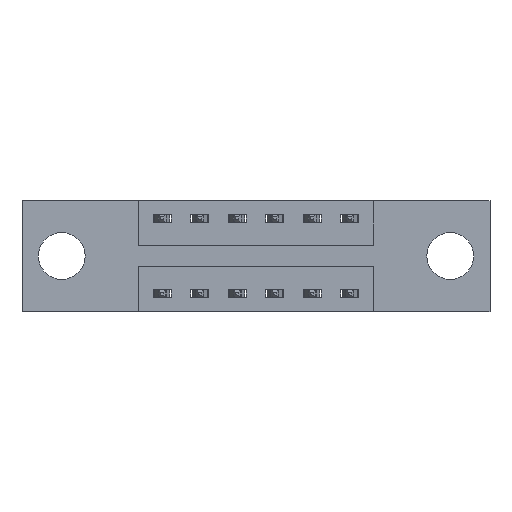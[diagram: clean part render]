
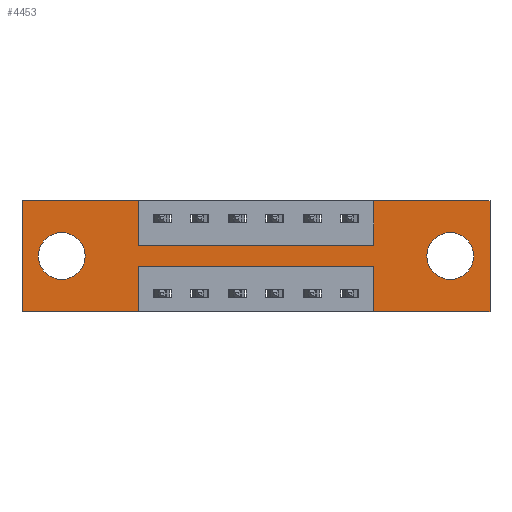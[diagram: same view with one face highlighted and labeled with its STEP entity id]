
A CAD part, front view. The second image highlights one B-rep face of the part: STEP entity #4453.
In plain terms, the highlighted planar face has unit normal (0, -1, 0).
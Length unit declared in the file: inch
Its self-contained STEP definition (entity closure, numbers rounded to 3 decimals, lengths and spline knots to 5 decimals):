
#76 = LINE ( 'NONE', #8492, #379 ) ;
#81 = VECTOR ( 'NONE', #5001, 39.37008 ) ;
#129 = VECTOR ( 'NONE', #6061, 39.37008 ) ;
#301 = AXIS2_PLACEMENT_3D ( 'NONE', #3065, #2605, #1245 ) ;
#379 = VECTOR ( 'NONE', #2458, 39.37008 ) ;
#436 = CARTESIAN_POINT ( 'NONE',  ( 0.3875, 0., -0.37 ) ) ;
#444 = DIRECTION ( 'NONE',  ( 0., 1., 0. ) ) ;
#538 = ORIENTED_EDGE ( 'NONE', *, *, #5954, .F. ) ;
#561 = DIRECTION ( 'NONE',  ( -1., 0., 0. ) ) ;
#801 = DIRECTION ( 'NONE',  ( 0., 0., -1. ) ) ;
#864 = LINE ( 'NONE', #7134, #129 ) ;
#906 = CIRCLE ( 'NONE', #3647, 0.078 ) ;
#911 = CARTESIAN_POINT ( 'NONE',  ( 1.1725, 0., -0.37 ) ) ;
#942 = LINE ( 'NONE', #4843, #6695 ) ;
#1104 = CIRCLE ( 'NONE', #301, 0.078 ) ;
#1115 = LINE ( 'NONE', #7538, #6968 ) ;
#1231 = EDGE_CURVE ( 'NONE', #3230, #7105, #6304, .T. ) ;
#1242 = CARTESIAN_POINT ( 'NONE',  ( 0.3875, 0., 0. ) ) ;
#1245 = DIRECTION ( 'NONE',  ( 0., 0., -1. ) ) ;
#1260 = AXIS2_PLACEMENT_3D ( 'NONE', #3759, #444, #8454 ) ;
#1294 = VERTEX_POINT ( 'NONE', #1242 ) ;
#1324 = VERTEX_POINT ( 'NONE', #2752 ) ;
#1451 = CARTESIAN_POINT ( 'NONE',  ( 1.1725, 0., -0.15 ) ) ;
#1562 = CARTESIAN_POINT ( 'NONE',  ( 0.1325, 0., -0.185 ) ) ;
#1736 = CARTESIAN_POINT ( 'NONE',  ( 0., 0., -0.37 ) ) ;
#1817 = CARTESIAN_POINT ( 'NONE',  ( 0.1325, 0., -0.185 ) ) ;
#1851 = CARTESIAN_POINT ( 'NONE',  ( 1.4275, 0., -0.263 ) ) ;
#1861 = LINE ( 'NONE', #4044, #3887 ) ;
#1865 = CARTESIAN_POINT ( 'NONE',  ( 1.4275, 0., -0.107 ) ) ;
#1902 = EDGE_CURVE ( 'NONE', #7105, #4035, #3107, .T. ) ;
#1978 = CARTESIAN_POINT ( 'NONE',  ( 0.3875, 0., -0.15 ) ) ;
#2016 = LINE ( 'NONE', #1736, #3289 ) ;
#2188 = VERTEX_POINT ( 'NONE', #1451 ) ;
#2246 = DIRECTION ( 'NONE',  ( 0., 1., 0. ) ) ;
#2286 = CARTESIAN_POINT ( 'NONE',  ( 0.3875, 0., 0. ) ) ;
#2419 = LINE ( 'NONE', #2286, #5273 ) ;
#2458 = DIRECTION ( 'NONE',  ( 1., 0., 0. ) ) ;
#2471 = VECTOR ( 'NONE', #561, 39.37008 ) ;
#2480 = VECTOR ( 'NONE', #4994, 39.37008 ) ;
#2482 = ORIENTED_EDGE ( 'NONE', *, *, #5678, .F. ) ;
#2514 = DIRECTION ( 'NONE',  ( 0., 0., 1. ) ) ;
#2543 = DIRECTION ( 'NONE',  ( 0., 1., 0. ) ) ;
#2574 = VERTEX_POINT ( 'NONE', #4830 ) ;
#2605 = DIRECTION ( 'NONE',  ( 0., 1., 0. ) ) ;
#2617 = LINE ( 'NONE', #3225, #2914 ) ;
#2722 = DIRECTION ( 'NONE',  ( 0., -1., 0. ) ) ;
#2752 = CARTESIAN_POINT ( 'NONE',  ( 1.56, 0., 0. ) ) ;
#2914 = VECTOR ( 'NONE', #4612, 39.37008 ) ;
#2931 = DIRECTION ( 'NONE',  ( 0., 0., 1. ) ) ;
#2982 = CARTESIAN_POINT ( 'NONE',  ( 1.1725, 0., -0.22 ) ) ;
#3051 = FACE_BOUND ( 'NONE', #4105, .T. ) ;
#3065 = CARTESIAN_POINT ( 'NONE',  ( 1.4275, 0., -0.185 ) ) ;
#3107 = LINE ( 'NONE', #6741, #2471 ) ;
#3119 = DIRECTION ( 'NONE',  ( -1., 0., 0. ) ) ;
#3225 = CARTESIAN_POINT ( 'NONE',  ( 1.1725, 0., 0. ) ) ;
#3230 = VERTEX_POINT ( 'NONE', #911 ) ;
#3289 = VECTOR ( 'NONE', #3119, 39.37008 ) ;
#3485 = DIRECTION ( 'NONE',  ( -1., 0., 0. ) ) ;
#3525 = ORIENTED_EDGE ( 'NONE', *, *, #7088, .F. ) ;
#3546 = ORIENTED_EDGE ( 'NONE', *, *, #4709, .F. ) ;
#3547 = CARTESIAN_POINT ( 'NONE',  ( 0., 0., 0. ) ) ;
#3647 = AXIS2_PLACEMENT_3D ( 'NONE', #1817, #2543, #2514 ) ;
#3734 = EDGE_CURVE ( 'NONE', #6943, #4946, #906, .T. ) ;
#3759 = CARTESIAN_POINT ( 'NONE',  ( 1.4275, 0., -0.185 ) ) ;
#3774 = EDGE_LOOP ( 'NONE', ( #6639, #7689 ) ) ;
#3887 = VECTOR ( 'NONE', #3485, 39.37008 ) ;
#3957 = ORIENTED_EDGE ( 'NONE', *, *, #4329, .F. ) ;
#4035 = VERTEX_POINT ( 'NONE', #8279 ) ;
#4044 = CARTESIAN_POINT ( 'NONE',  ( 0., 0., -0.37 ) ) ;
#4105 = EDGE_LOOP ( 'NONE', ( #8385, #7437 ) ) ;
#4214 = CIRCLE ( 'NONE', #1260, 0.078 ) ;
#4329 = EDGE_CURVE ( 'NONE', #6647, #2574, #2016, .T. ) ;
#4408 = AXIS2_PLACEMENT_3D ( 'NONE', #6753, #2722, #7421 ) ;
#4453 = ADVANCED_FACE ( 'NONE', ( #7078, #3051, #4873 ), #4846, .T. ) ;
#4612 = DIRECTION ( 'NONE',  ( 0., 0., 1. ) ) ;
#4709 = EDGE_CURVE ( 'NONE', #1294, #4993, #2419, .T. ) ;
#4786 = DIRECTION ( 'NONE',  ( 1., 0., 0. ) ) ;
#4830 = CARTESIAN_POINT ( 'NONE',  ( 0., 0., -0.37 ) ) ;
#4843 = CARTESIAN_POINT ( 'NONE',  ( 0.3875, 0., -0.15 ) ) ;
#4846 = PLANE ( 'NONE',  #4408 ) ;
#4873 = FACE_OUTER_BOUND ( 'NONE', #5293, .T. ) ;
#4946 = VERTEX_POINT ( 'NONE', #7381 ) ;
#4953 = DIRECTION ( 'NONE',  ( 1., 0., 0. ) ) ;
#4974 = VERTEX_POINT ( 'NONE', #7313 ) ;
#4993 = VERTEX_POINT ( 'NONE', #1978 ) ;
#4994 = DIRECTION ( 'NONE',  ( 0., 0., 1. ) ) ;
#5001 = DIRECTION ( 'NONE',  ( 0., 0., -1. ) ) ;
#5059 = LINE ( 'NONE', #3547, #5919 ) ;
#5273 = VECTOR ( 'NONE', #7033, 39.37008 ) ;
#5293 = EDGE_LOOP ( 'NONE', ( #6284, #6516, #5983, #2482, #7087, #8672, #538, #3525, #3546, #6867, #6666, #3957 ) ) ;
#5375 = EDGE_CURVE ( 'NONE', #1324, #8651, #1115, .T. ) ;
#5560 = EDGE_CURVE ( 'NONE', #8101, #6538, #1104, .T. ) ;
#5608 = EDGE_CURVE ( 'NONE', #2574, #6685, #864, .T. ) ;
#5678 = EDGE_CURVE ( 'NONE', #8651, #3230, #1861, .T. ) ;
#5729 = EDGE_CURVE ( 'NONE', #4946, #6943, #6214, .T. ) ;
#5873 = EDGE_CURVE ( 'NONE', #6538, #8101, #4214, .T. ) ;
#5919 = VECTOR ( 'NONE', #4786, 39.37008 ) ;
#5954 = EDGE_CURVE ( 'NONE', #2188, #4974, #2617, .T. ) ;
#5964 = LINE ( 'NONE', #6346, #81 ) ;
#5983 = ORIENTED_EDGE ( 'NONE', *, *, #1231, .F. ) ;
#6061 = DIRECTION ( 'NONE',  ( 0., 0., 1. ) ) ;
#6214 = CIRCLE ( 'NONE', #6330, 0.078 ) ;
#6284 = ORIENTED_EDGE ( 'NONE', *, *, #7124, .F. ) ;
#6304 = LINE ( 'NONE', #8334, #2480 ) ;
#6311 = EDGE_CURVE ( 'NONE', #6685, #1294, #5059, .T. ) ;
#6330 = AXIS2_PLACEMENT_3D ( 'NONE', #1562, #2246, #2931 ) ;
#6346 = CARTESIAN_POINT ( 'NONE',  ( 0.3875, 0., -0.37 ) ) ;
#6516 = ORIENTED_EDGE ( 'NONE', *, *, #1902, .F. ) ;
#6538 = VERTEX_POINT ( 'NONE', #1851 ) ;
#6639 = ORIENTED_EDGE ( 'NONE', *, *, #5560, .T. ) ;
#6647 = VERTEX_POINT ( 'NONE', #436 ) ;
#6666 = ORIENTED_EDGE ( 'NONE', *, *, #5608, .F. ) ;
#6685 = VERTEX_POINT ( 'NONE', #7914 ) ;
#6695 = VECTOR ( 'NONE', #4953, 39.37008 ) ;
#6741 = CARTESIAN_POINT ( 'NONE',  ( 0.3875, 0., -0.22 ) ) ;
#6753 = CARTESIAN_POINT ( 'NONE',  ( 0., 0., -0.37 ) ) ;
#6867 = ORIENTED_EDGE ( 'NONE', *, *, #6311, .F. ) ;
#6943 = VERTEX_POINT ( 'NONE', #8174 ) ;
#6968 = VECTOR ( 'NONE', #801, 39.37008 ) ;
#7033 = DIRECTION ( 'NONE',  ( 0., 0., -1. ) ) ;
#7078 = FACE_BOUND ( 'NONE', #3774, .T. ) ;
#7088 = EDGE_CURVE ( 'NONE', #4993, #2188, #942, .T. ) ;
#7087 = ORIENTED_EDGE ( 'NONE', *, *, #5375, .F. ) ;
#7105 = VERTEX_POINT ( 'NONE', #2982 ) ;
#7124 = EDGE_CURVE ( 'NONE', #4035, #6647, #5964, .T. ) ;
#7134 = CARTESIAN_POINT ( 'NONE',  ( 0., 0., 0. ) ) ;
#7313 = CARTESIAN_POINT ( 'NONE',  ( 1.1725, 0., 0. ) ) ;
#7381 = CARTESIAN_POINT ( 'NONE',  ( 0.1325, 0., -0.263 ) ) ;
#7421 = DIRECTION ( 'NONE',  ( 0., 0., -1. ) ) ;
#7437 = ORIENTED_EDGE ( 'NONE', *, *, #5729, .T. ) ;
#7538 = CARTESIAN_POINT ( 'NONE',  ( 1.56, 0., 0. ) ) ;
#7689 = ORIENTED_EDGE ( 'NONE', *, *, #5873, .T. ) ;
#7914 = CARTESIAN_POINT ( 'NONE',  ( 0., 0., 0. ) ) ;
#8101 = VERTEX_POINT ( 'NONE', #1865 ) ;
#8174 = CARTESIAN_POINT ( 'NONE',  ( 0.1325, 0., -0.107 ) ) ;
#8225 = CARTESIAN_POINT ( 'NONE',  ( 1.56, 0., -0.37 ) ) ;
#8279 = CARTESIAN_POINT ( 'NONE',  ( 0.3875, 0., -0.22 ) ) ;
#8334 = CARTESIAN_POINT ( 'NONE',  ( 1.1725, 0., -0.37 ) ) ;
#8385 = ORIENTED_EDGE ( 'NONE', *, *, #3734, .T. ) ;
#8454 = DIRECTION ( 'NONE',  ( 0., 0., -1. ) ) ;
#8472 = EDGE_CURVE ( 'NONE', #4974, #1324, #76, .T. ) ;
#8492 = CARTESIAN_POINT ( 'NONE',  ( 0., 0., 0. ) ) ;
#8651 = VERTEX_POINT ( 'NONE', #8225 ) ;
#8672 = ORIENTED_EDGE ( 'NONE', *, *, #8472, .F. ) ;
